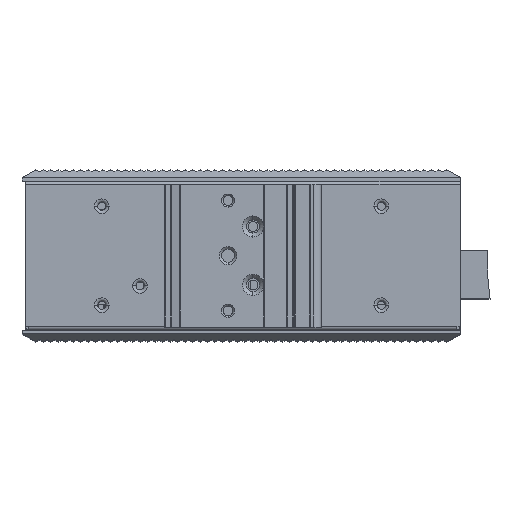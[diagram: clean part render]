
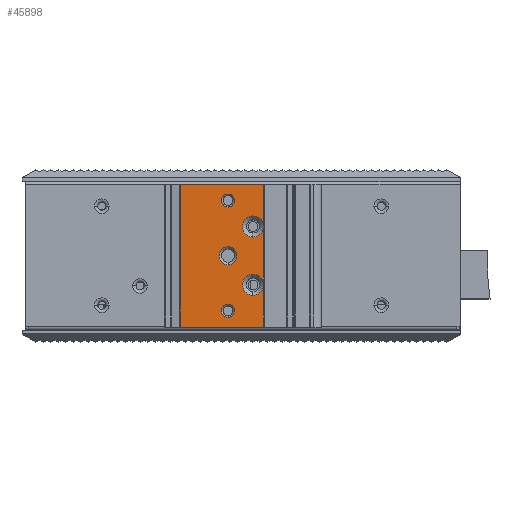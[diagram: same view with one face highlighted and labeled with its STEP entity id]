
A CAD part, top view. The second image highlights one B-rep face of the part: STEP entity #45898.
In plain terms, the highlighted planar face has unit normal (0, 0, 1).
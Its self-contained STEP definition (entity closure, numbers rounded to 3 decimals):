
#44598=DIRECTION('',(-1.,0.,0.));
#44599=VECTOR('',#44598,25.635);
#44600=CARTESIAN_POINT('',(6.03,-0.1,48.7));
#44601=LINE('',#44600,#44599);
#44809=CARTESIAN_POINT('',(2.83,30.9,48.7));
#44810=DIRECTION('',(0.,0.,-1.));
#44811=DIRECTION('',(0.,1.,0.));
#44812=AXIS2_PLACEMENT_3D('',#44809,#44810,#44811);
#44814=CARTESIAN_POINT('',(2.83,30.9,48.7));
#44815=DIRECTION('',(0.,0.,-1.));
#44816=DIRECTION('',(0.,-1.,0.));
#44817=AXIS2_PLACEMENT_3D('',#44814,#44815,#44816);
#44819=CARTESIAN_POINT('',(2.83,30.9,48.7));
#44820=DIRECTION('',(0.,0.,-1.));
#44821=DIRECTION('',(0.985,-0.175,0.));
#44822=AXIS2_PLACEMENT_3D('',#44819,#44820,#44821);
#44824=CARTESIAN_POINT('',(2.83,12.9,48.7));
#44825=DIRECTION('',(0.,0.,-1.));
#44826=DIRECTION('',(0.,1.,0.));
#44827=AXIS2_PLACEMENT_3D('',#44824,#44825,#44826);
#44829=CARTESIAN_POINT('',(2.83,12.9,48.7));
#44830=DIRECTION('',(0.,0.,-1.));
#44831=DIRECTION('',(0.,-1.,0.));
#44832=AXIS2_PLACEMENT_3D('',#44829,#44830,#44831);
#44834=CARTESIAN_POINT('',(2.83,12.9,48.7));
#44835=DIRECTION('',(0.,0.,-1.));
#44836=DIRECTION('',(0.985,-0.175,0.));
#44837=AXIS2_PLACEMENT_3D('',#44834,#44835,#44836);
#44839=DIRECTION('',(-1.,0.,0.));
#44840=VECTOR('',#44839,25.635);
#44841=CARTESIAN_POINT('',(6.03,43.9,48.7));
#44842=LINE('',#44841,#44840);
#44843=CARTESIAN_POINT('',(-4.87,21.9,48.7));
#44844=DIRECTION('',(0.,0.,-1.));
#44845=DIRECTION('',(0.,1.,0.));
#44846=AXIS2_PLACEMENT_3D('',#44843,#44844,#44845);
#44848=CARTESIAN_POINT('',(-4.87,21.9,48.7));
#44849=DIRECTION('',(0.,0.,-1.));
#44850=DIRECTION('',(0.,-1.,0.));
#44851=AXIS2_PLACEMENT_3D('',#44848,#44849,#44850);
#44853=CARTESIAN_POINT('',(-4.87,4.9,48.7));
#44854=DIRECTION('',(0.,0.,-1.));
#44855=DIRECTION('',(0.,1.,0.));
#44856=AXIS2_PLACEMENT_3D('',#44853,#44854,#44855);
#44858=CARTESIAN_POINT('',(-4.87,4.9,48.7));
#44859=DIRECTION('',(0.,0.,-1.));
#44860=DIRECTION('',(0.,-1.,0.));
#44861=AXIS2_PLACEMENT_3D('',#44858,#44859,#44860);
#44863=CARTESIAN_POINT('',(-4.87,38.9,48.7));
#44864=DIRECTION('',(0.,0.,-1.));
#44865=DIRECTION('',(0.,1.,0.));
#44866=AXIS2_PLACEMENT_3D('',#44863,#44864,#44865);
#44868=CARTESIAN_POINT('',(-4.87,38.9,48.7));
#44869=DIRECTION('',(0.,0.,-1.));
#44870=DIRECTION('',(0.,-1.,0.));
#44871=AXIS2_PLACEMENT_3D('',#44868,#44869,#44870);
#44886=DIRECTION('',(0.,-1.,0.));
#44887=VECTOR('',#44886,16.864);
#44888=CARTESIAN_POINT('',(6.03,30.332,48.7));
#44889=LINE('',#44888,#44887);
#44890=CARTESIAN_POINT('',(6.03,31.468,48.7));
#44897=DIRECTION('',(0.,-1.,0.));
#44898=VECTOR('',#44897,12.432);
#44899=CARTESIAN_POINT('',(6.03,43.9,48.7));
#44900=LINE('',#44899,#44898);
#44905=DIRECTION('',(0.,-1.,0.));
#44906=VECTOR('',#44905,12.432);
#44907=CARTESIAN_POINT('',(6.03,12.332,48.7));
#44908=LINE('',#44907,#44906);
#44914=CARTESIAN_POINT('',(6.03,12.332,48.7));
#45123=DIRECTION('',(0.,1.,0.));
#45124=VECTOR('',#45123,44.);
#45125=CARTESIAN_POINT('',(-19.605,-0.1,48.7));
#45126=LINE('',#45125,#45124);
#45486=CARTESIAN_POINT('',(6.03,-0.1,48.7));
#45487=CARTESIAN_POINT('',(-19.605,-0.1,48.7));
#45488=VERTEX_POINT('',#45486);
#45489=VERTEX_POINT('',#45487);
#45490=CARTESIAN_POINT('',(6.03,30.332,48.7));
#45491=CARTESIAN_POINT('',(6.03,13.468,48.7));
#45492=VERTEX_POINT('',#45490);
#45493=VERTEX_POINT('',#45491);
#45498=VERTEX_POINT('',#44890);
#45499=VERTEX_POINT('',#44914);
#45504=CARTESIAN_POINT('',(-19.605,43.9,48.7));
#45505=VERTEX_POINT('',#45504);
#45506=CARTESIAN_POINT('',(2.83,34.15,48.7));
#45507=VERTEX_POINT('',#45506);
#45508=CARTESIAN_POINT('',(2.83,27.65,48.7));
#45509=VERTEX_POINT('',#45508);
#45510=CARTESIAN_POINT('',(6.03,43.9,48.7));
#45511=VERTEX_POINT('',#45510);
#45512=CARTESIAN_POINT('',(2.83,16.15,48.7));
#45513=VERTEX_POINT('',#45512);
#45522=CARTESIAN_POINT('',(2.83,9.65,48.7));
#45523=VERTEX_POINT('',#45522);
#45526=CARTESIAN_POINT('',(-4.87,24.65,48.7));
#45527=CARTESIAN_POINT('',(-4.87,19.15,48.7));
#45528=VERTEX_POINT('',#45526);
#45529=VERTEX_POINT('',#45527);
#45542=CARTESIAN_POINT('',(-4.87,6.9,48.7));
#45543=CARTESIAN_POINT('',(-4.87,2.9,48.7));
#45544=VERTEX_POINT('',#45542);
#45545=VERTEX_POINT('',#45543);
#45564=CARTESIAN_POINT('',(-4.87,40.9,48.7));
#45565=CARTESIAN_POINT('',(-4.87,36.9,48.7));
#45566=VERTEX_POINT('',#45564);
#45567=VERTEX_POINT('',#45565);
#45850=CARTESIAN_POINT('',(6.23,48.3,48.7));
#45851=DIRECTION('',(0.,0.,-1.));
#45852=DIRECTION('',(-1.,0.,0.));
#45853=AXIS2_PLACEMENT_3D('',#45850,#45851,#45852);
#45854=PLANE('',#45853);
#45856=ORIENTED_EDGE('',*,*,#45855,.F.);
#45858=ORIENTED_EDGE('',*,*,#45857,.F.);
#45860=ORIENTED_EDGE('',*,*,#45859,.F.);
#45862=ORIENTED_EDGE('',*,*,#45861,.T.);
#45864=ORIENTED_EDGE('',*,*,#45863,.F.);
#45866=ORIENTED_EDGE('',*,*,#45865,.F.);
#45868=ORIENTED_EDGE('',*,*,#45867,.F.);
#45870=ORIENTED_EDGE('',*,*,#45869,.T.);
#45871=ORIENTED_EDGE('',*,*,#45753,.T.);
#45873=ORIENTED_EDGE('',*,*,#45872,.T.);
#45875=ORIENTED_EDGE('',*,*,#45874,.F.);
#45877=ORIENTED_EDGE('',*,*,#45876,.T.);
#45878=EDGE_LOOP('',(#45856,#45858,#45860,#45862,#45864,#45866,#45868,#45870,
#45871,#45873,#45875,#45877));
#45879=FACE_OUTER_BOUND('',#45878,.F.);
#45881=ORIENTED_EDGE('',*,*,#45880,.F.);
#45883=ORIENTED_EDGE('',*,*,#45882,.F.);
#45884=EDGE_LOOP('',(#45881,#45883));
#45885=FACE_BOUND('',#45884,.F.);
#45887=ORIENTED_EDGE('',*,*,#45886,.F.);
#45889=ORIENTED_EDGE('',*,*,#45888,.F.);
#45890=EDGE_LOOP('',(#45887,#45889));
#45891=FACE_BOUND('',#45890,.F.);
#45893=ORIENTED_EDGE('',*,*,#45892,.F.);
#45895=ORIENTED_EDGE('',*,*,#45894,.F.);
#45896=EDGE_LOOP('',(#45893,#45895));
#45897=FACE_BOUND('',#45896,.F.);
#45898=ADVANCED_FACE('',(#45879,#45885,#45891,#45897),#45854,.F.);
#44813=CIRCLE('',#44812,3.25);
#44818=CIRCLE('',#44817,3.25);
#44823=CIRCLE('',#44822,3.25);
#44828=CIRCLE('',#44827,3.25);
#44833=CIRCLE('',#44832,3.25);
#44838=CIRCLE('',#44837,3.25);
#44847=CIRCLE('',#44846,2.75);
#44852=CIRCLE('',#44851,2.75);
#44857=CIRCLE('',#44856,2.);
#44862=CIRCLE('',#44861,2.);
#44867=CIRCLE('',#44866,2.);
#44872=CIRCLE('',#44871,2.);
#45753=EDGE_CURVE('',#45488,#45489,#44601,.T.);
#45855=EDGE_CURVE('',#45507,#45498,#44813,.T.);
#45857=EDGE_CURVE('',#45509,#45507,#44818,.T.);
#45859=EDGE_CURVE('',#45492,#45509,#44823,.T.);
#45861=EDGE_CURVE('',#45492,#45493,#44889,.T.);
#45863=EDGE_CURVE('',#45513,#45493,#44828,.T.);
#45865=EDGE_CURVE('',#45523,#45513,#44833,.T.);
#45867=EDGE_CURVE('',#45499,#45523,#44838,.T.);
#45869=EDGE_CURVE('',#45499,#45488,#44908,.T.);
#45872=EDGE_CURVE('',#45489,#45505,#45126,.T.);
#45874=EDGE_CURVE('',#45511,#45505,#44842,.T.);
#45876=EDGE_CURVE('',#45511,#45498,#44900,.T.);
#45880=EDGE_CURVE('',#45528,#45529,#44847,.T.);
#45882=EDGE_CURVE('',#45529,#45528,#44852,.T.);
#45886=EDGE_CURVE('',#45544,#45545,#44857,.T.);
#45888=EDGE_CURVE('',#45545,#45544,#44862,.T.);
#45892=EDGE_CURVE('',#45566,#45567,#44867,.T.);
#45894=EDGE_CURVE('',#45567,#45566,#44872,.T.);
